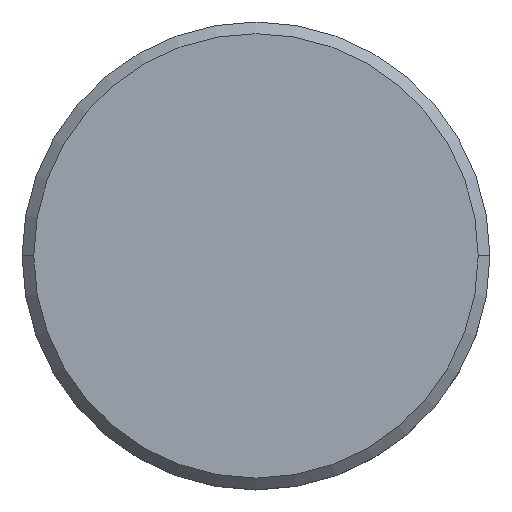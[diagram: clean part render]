
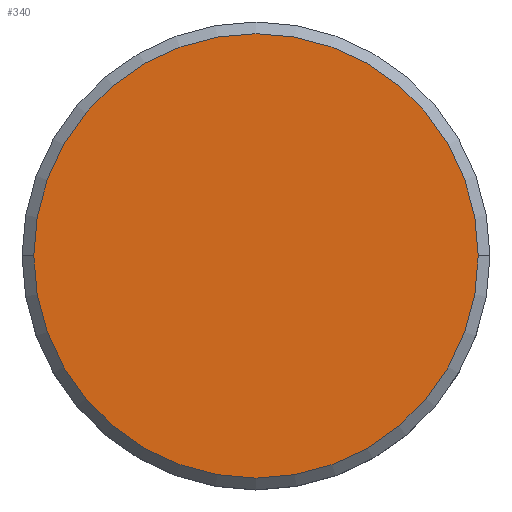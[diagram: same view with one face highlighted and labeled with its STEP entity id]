
A CAD part, top view. The second image highlights one B-rep face of the part: STEP entity #340.
In plain terms, the highlighted planar face has unit normal (0, 0, 1).
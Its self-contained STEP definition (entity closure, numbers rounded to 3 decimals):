
#18 = ORIENTED_EDGE ( 'NONE', *, *, #935, .T. ) ;
#77 = ORIENTED_EDGE ( 'NONE', *, *, #614, .T. ) ;
#98 = DIRECTION ( 'NONE',  ( 1., 0., 0. ) ) ;
#157 = VERTEX_POINT ( 'NONE', #823 ) ;
#158 = AXIS2_PLACEMENT_3D ( 'NONE', #688, #1026, #635 ) ;
#171 = DIRECTION ( 'NONE',  ( 0., 0., 1. ) ) ;
#205 = CIRCLE ( 'NONE', #779, 9.5 ) ;
#206 = AXIS2_PLACEMENT_3D ( 'NONE', #803, #171, #394 ) ;
#217 = CARTESIAN_POINT ( 'NONE',  ( -9.5, 0., 0. ) ) ;
#309 = EDGE_LOOP ( 'NONE', ( #18, #77 ) ) ;
#340 = ADVANCED_FACE ( 'NONE', ( #602 ), #364, .T. ) ;
#364 = PLANE ( 'NONE',  #158 ) ;
#394 = DIRECTION ( 'NONE',  ( 1., 0., 0. ) ) ;
#493 = DIRECTION ( 'NONE',  ( 0., 0., 1. ) ) ;
#507 = CIRCLE ( 'NONE', #206, 9.5 ) ;
#602 = FACE_OUTER_BOUND ( 'NONE', #309, .T. ) ;
#614 = EDGE_CURVE ( 'NONE', #157, #913, #205, .T. ) ;
#635 = DIRECTION ( 'NONE',  ( 1., 0., 0. ) ) ;
#688 = CARTESIAN_POINT ( 'NONE',  ( 0., 0., 0. ) ) ;
#779 = AXIS2_PLACEMENT_3D ( 'NONE', #901, #493, #98 ) ;
#803 = CARTESIAN_POINT ( 'NONE',  ( 0., 0., 0. ) ) ;
#823 = CARTESIAN_POINT ( 'NONE',  ( 9.5, 0., 0. ) ) ;
#901 = CARTESIAN_POINT ( 'NONE',  ( 0., 0., 0. ) ) ;
#913 = VERTEX_POINT ( 'NONE', #217 ) ;
#935 = EDGE_CURVE ( 'NONE', #913, #157, #507, .T. ) ;
#1026 = DIRECTION ( 'NONE',  ( 0., 0., 1. ) ) ;
